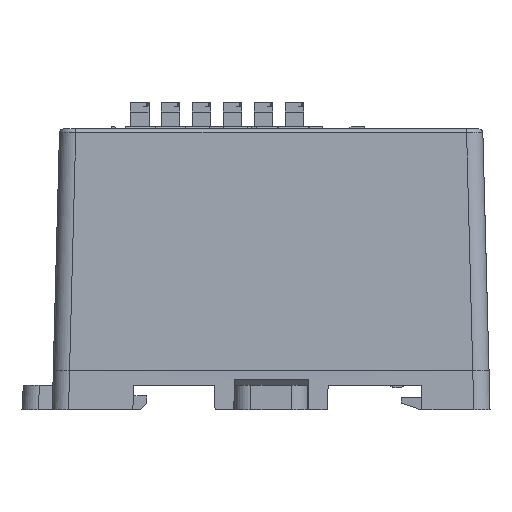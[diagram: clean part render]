
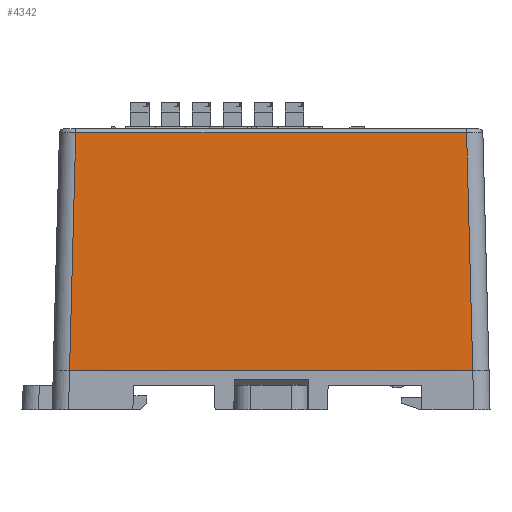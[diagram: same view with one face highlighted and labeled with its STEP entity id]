
A CAD part, left-side view. The second image highlights one B-rep face of the part: STEP entity #4342.
In plain terms, the highlighted planar face has unit normal (-1, 0, 0.026).
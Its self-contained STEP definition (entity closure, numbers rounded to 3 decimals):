
#734=B_SPLINE_CURVE_WITH_KNOTS('',3,(#86518,#86519,#86520,#86521),
 .UNSPECIFIED.,.F.,.F.,(4,4),(0.,1.),.UNSPECIFIED.);
#1249=FACE_OUTER_BOUND('',#11957,.T.);
#4342=ADVANCED_FACE('',(#1249),#7697,.T.);
#7697=PLANE('',#64707);
#11957=EDGE_LOOP('',(#16194,#16195,#16196,#16197));
#16194=ORIENTED_EDGE('',*,*,#40409,.T.);
#16195=ORIENTED_EDGE('',*,*,#40410,.T.);
#16196=ORIENTED_EDGE('',*,*,#40411,.T.);
#16197=ORIENTED_EDGE('',*,*,#40412,.F.);
#34360=VERTEX_POINT('',#86512);
#34361=VERTEX_POINT('',#86513);
#34362=VERTEX_POINT('',#86515);
#34363=VERTEX_POINT('',#86517);
#40409=EDGE_CURVE('',#34360,#34361,#49525,.T.);
#40410=EDGE_CURVE('',#34361,#34362,#49526,.T.);
#40411=EDGE_CURVE('',#34362,#34363,#49527,.T.);
#40412=EDGE_CURVE('',#34360,#34363,#734,.T.);
#49525=LINE('',#86511,#57336);
#49526=LINE('',#86514,#57337);
#49527=LINE('',#86516,#57338);
#57336=VECTOR('',#69640,1.);
#57337=VECTOR('',#69641,1.);
#57338=VECTOR('',#69642,1.);
#64707=AXIS2_PLACEMENT_3D('',#86522,#69643,#69644);
#69640=DIRECTION('',(0.026,0.026,0.999));
#69641=DIRECTION('',(0.,1.,0.));
#69642=DIRECTION('',(-0.026,0.026,-0.999));
#69643=DIRECTION('',(-1.,0.,0.026));
#69644=DIRECTION('',(-0.026,0.,-1.));
#86511=CARTESIAN_POINT('',(-31.05,294.422,-62.066));
#86512=CARTESIAN_POINT('',(-31.095,294.378,-64.));
#86513=CARTESIAN_POINT('',(-30.336,295.136,-34.787));
#86514=CARTESIAN_POINT('',(-30.336,343.163,-34.787));
#86515=CARTESIAN_POINT('',(-30.336,343.176,-34.787));
#86516=CARTESIAN_POINT('',(-31.068,343.908,-62.752));
#86517=CARTESIAN_POINT('',(-31.095,343.934,-64.));
#86518=CARTESIAN_POINT('',(-31.088,294.384,-64.));
#86519=CARTESIAN_POINT('',(-31.088,310.899,-64.));
#86520=CARTESIAN_POINT('',(-31.088,327.413,-64.));
#86521=CARTESIAN_POINT('',(-31.088,343.927,-64.));
#86522=CARTESIAN_POINT('',(-31.067,318.656,-62.7));
